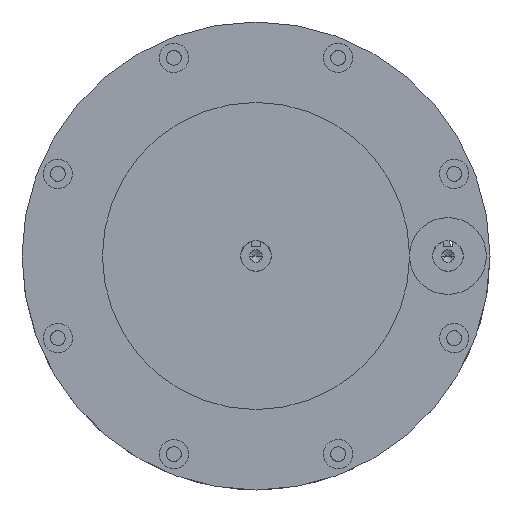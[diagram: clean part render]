
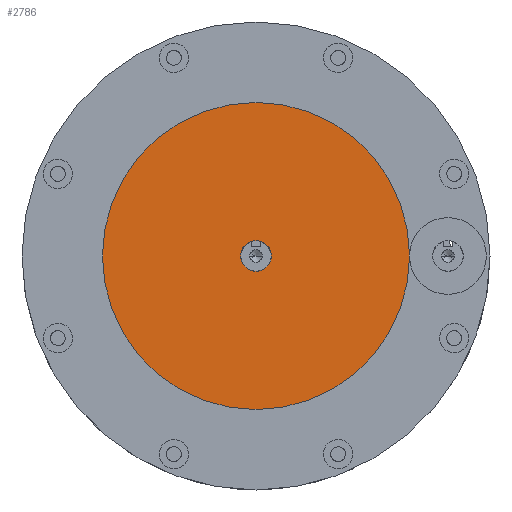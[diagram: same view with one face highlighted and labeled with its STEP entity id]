
A CAD part, front view. The second image highlights one B-rep face of the part: STEP entity #2786.
In plain terms, the highlighted planar face has unit normal (0, -1, 0).
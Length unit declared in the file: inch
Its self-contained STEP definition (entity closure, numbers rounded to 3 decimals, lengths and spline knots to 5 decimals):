
#295 = FACE_BOUND ( 'NONE', #1231, .T. ) ;
#1231 = EDGE_LOOP ( 'NONE', ( #15034, #5069 ) ) ;
#1537 = CARTESIAN_POINT ( 'NONE',  ( 0., 0., 0. ) ) ;
#1746 = CARTESIAN_POINT ( 'NONE',  ( 0., 0., 0. ) ) ;
#1964 = CARTESIAN_POINT ( 'NONE',  ( 0., 0., 0.19685 ) ) ;
#2428 = CIRCLE ( 'NONE', #12974, 0.19685 ) ;
#2751 = CARTESIAN_POINT ( 'NONE',  ( 0., 0., -0.19685 ) ) ;
#2786 = ADVANCED_FACE ( 'NONE', ( #9882, #295 ), #8722, .F. ) ;
#2878 = VERTEX_POINT ( 'NONE', #1964 ) ;
#2886 = DIRECTION ( 'NONE',  ( 0., 1., 0. ) ) ;
#3453 = DIRECTION ( 'NONE',  ( 0., 1., 0. ) ) ;
#3488 = DIRECTION ( 'NONE',  ( 0., 1., 0. ) ) ;
#3636 = ORIENTED_EDGE ( 'NONE', *, *, #3637, .F. ) ;
#3637 = EDGE_CURVE ( 'NONE', #4187, #13286, #11949, .T. ) ;
#3727 = CIRCLE ( 'NONE', #10145, 0.19685 ) ;
#3983 = DIRECTION ( 'NONE',  ( 0., 0., 1. ) ) ;
#4187 = VERTEX_POINT ( 'NONE', #4364 ) ;
#4364 = CARTESIAN_POINT ( 'NONE',  ( 0., 0., 1.9685 ) ) ;
#4373 = EDGE_CURVE ( 'NONE', #13286, #4187, #7557, .T. ) ;
#4568 = DIRECTION ( 'NONE',  ( 0., 0., 1. ) ) ;
#4634 = ORIENTED_EDGE ( 'NONE', *, *, #4373, .F. ) ;
#5069 = ORIENTED_EDGE ( 'NONE', *, *, #12008, .T. ) ;
#6228 = DIRECTION ( 'NONE',  ( 0., 0., 1. ) ) ;
#7557 = CIRCLE ( 'NONE', #13696, 1.9685 ) ;
#7662 = CARTESIAN_POINT ( 'NONE',  ( 0., 0., -1.9685 ) ) ;
#8722 = PLANE ( 'NONE',  #9486 ) ;
#9486 = AXIS2_PLACEMENT_3D ( 'NONE', #10958, #2886, #11108 ) ;
#9882 = FACE_OUTER_BOUND ( 'NONE', #13444, .T. ) ;
#10145 = AXIS2_PLACEMENT_3D ( 'NONE', #12933, #3488, #4568 ) ;
#10525 = CARTESIAN_POINT ( 'NONE',  ( 0., 0., 0. ) ) ;
#10958 = CARTESIAN_POINT ( 'NONE',  ( 0., 0., 0. ) ) ;
#11059 = DIRECTION ( 'NONE',  ( 0., 1., 0. ) ) ;
#11108 = DIRECTION ( 'NONE',  ( 0., 0., 1. ) ) ;
#11337 = EDGE_CURVE ( 'NONE', #14925, #2878, #2428, .T. ) ;
#11949 = CIRCLE ( 'NONE', #14902, 1.9685 ) ;
#12008 = EDGE_CURVE ( 'NONE', #2878, #14925, #3727, .T. ) ;
#12933 = CARTESIAN_POINT ( 'NONE',  ( 0., 0., 0. ) ) ;
#12974 = AXIS2_PLACEMENT_3D ( 'NONE', #1537, #11059, #3983 ) ;
#13286 = VERTEX_POINT ( 'NONE', #7662 ) ;
#13444 = EDGE_LOOP ( 'NONE', ( #4634, #3636 ) ) ;
#13696 = AXIS2_PLACEMENT_3D ( 'NONE', #1746, #14705, #6228 ) ;
#14705 = DIRECTION ( 'NONE',  ( 0., 1., 0. ) ) ;
#14902 = AXIS2_PLACEMENT_3D ( 'NONE', #10525, #3453, #15036 ) ;
#14925 = VERTEX_POINT ( 'NONE', #2751 ) ;
#15034 = ORIENTED_EDGE ( 'NONE', *, *, #11337, .T. ) ;
#15036 = DIRECTION ( 'NONE',  ( 0., 0., 1. ) ) ;
